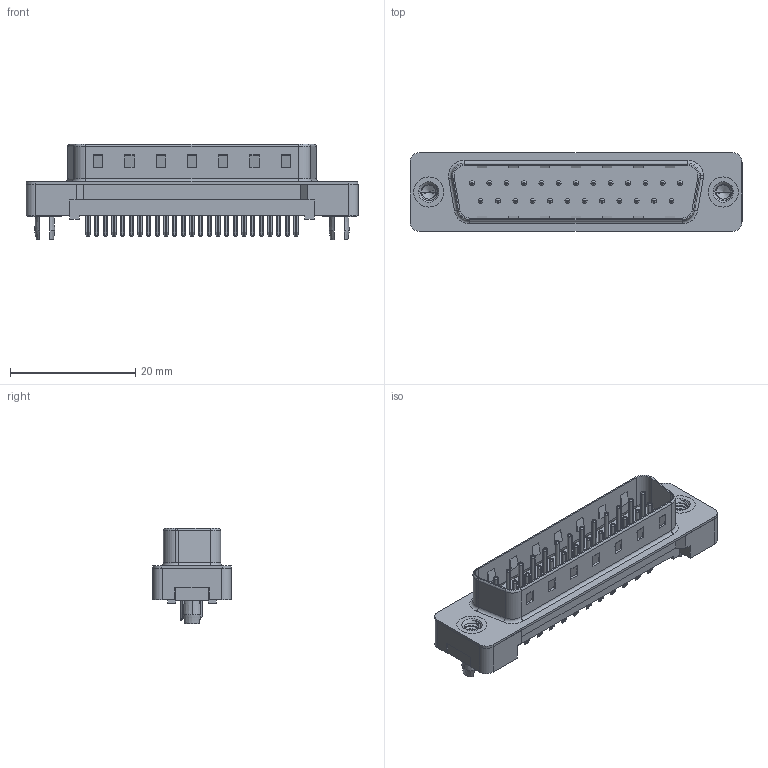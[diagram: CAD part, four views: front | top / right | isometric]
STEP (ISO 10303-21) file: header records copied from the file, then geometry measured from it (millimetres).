
FILE_DESCRIPTION (( 'STEP AP203' ), '1' );
FILE_NAME ('627-025-320-016.STEP', '2020-07-16T00:43:21', ( '' ), ( '' ), 'SwSTEP 2.0', 'SolidWorks 2020', '' );
FILE_SCHEMA (( 'CONFIG_CONTROL_DESIGN' ));
Length unit declared in the file: millimetre
Products named in the file (6): 627-025-320-016; 627 PB 4-40 Threaded Rivet with Boardlock; 627 Plastic Body Housing_25 Contacts; 627 PB Contact Row 2_20; 627 PB Contact Row 1_20; 627 PB Shell_25 Contacts
Assembly tree (29 placements, depth 2):
  627-025-320-016
    627 Plastic Body Housing_25 Contacts
    627 PB Shell_25 Contacts
    627 PB Contact Row 1_20  x13
    627 PB Contact Row 2_20  x12
    627 PB 4-40 Threaded Rivet with Boardlock  x2
Bounding box: 53.04 x 12.6 x 15.25 mm (x, y, z)
Volume: 2573.4 mm3; surface area: 5860.7 mm2
Topology: 29 solids, 29 shells, 1783 faces, 4728 edges, 3041 vertices
Faces by surface type: plane 1163, cylinder 498, torus 94, cone 22, bspline 6
Entity records: 23398 total; most frequent: CARTESIAN_POINT 4711, DIRECTION 3617, ORIENTED_EDGE 3608, EDGE_CURVE 1804, VECTOR 1301, LINE 1301, VERTEX_POINT 1172, AXIS2_PLACEMENT_3D 1158
